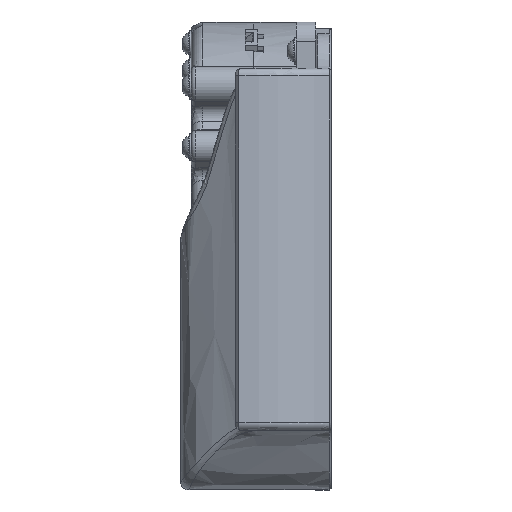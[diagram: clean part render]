
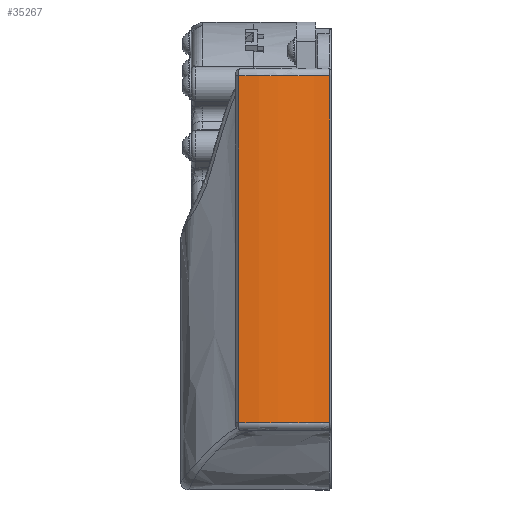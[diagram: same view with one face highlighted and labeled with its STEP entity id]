
A CAD part, top view. The second image highlights one B-rep face of the part: STEP entity #35267.
In plain terms, the highlighted cylindrical face has radius 31.473 mm (diameter 62.946 mm), a partial arc.
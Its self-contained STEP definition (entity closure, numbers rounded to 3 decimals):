
#4997=LINE('',#63789,#7993);
#5012=LINE('',#64007,#8008);
#7993=VECTOR('',#48615,10.);
#8008=VECTOR('',#48656,10.);
#8621=CYLINDRICAL_SURFACE('',#38862,31.473);
#10364=FACE_OUTER_BOUND('',#12507,.T.);
#12507=EDGE_LOOP('',(#32590,#32591,#32592,#32593));
#14267=CIRCLE('',#38861,31.473);
#14268=CIRCLE('',#38863,31.473);
#17660=VERTEX_POINT('',#63758);
#17662=VERTEX_POINT('',#63788);
#17679=VERTEX_POINT('',#63992);
#17681=VERTEX_POINT('',#64005);
#22666=EDGE_CURVE('',#17660,#17662,#4997,.T.);
#22695=EDGE_CURVE('',#17662,#17679,#14267,.T.);
#22698=EDGE_CURVE('',#17681,#17660,#14268,.T.);
#22699=EDGE_CURVE('',#17679,#17681,#5012,.T.);
#32590=ORIENTED_EDGE('',*,*,#22666,.F.);
#32591=ORIENTED_EDGE('',*,*,#22698,.F.);
#32592=ORIENTED_EDGE('',*,*,#22699,.F.);
#32593=ORIENTED_EDGE('',*,*,#22695,.F.);
#35267=ADVANCED_FACE('',(#10364),#8621,.T.);
#38861=AXIS2_PLACEMENT_3D('',#63993,#48650,#48651);
#38862=AXIS2_PLACEMENT_3D('',#64004,#48652,#48653);
#38863=AXIS2_PLACEMENT_3D('',#64006,#48654,#48655);
#48615=DIRECTION('',(0.,-1.,0.));
#48650=DIRECTION('center_axis',(0.,-1.,0.));
#48651=DIRECTION('ref_axis',(0.342,0.,0.94));
#48652=DIRECTION('center_axis',(0.,-1.,0.));
#48653=DIRECTION('ref_axis',(0.707,0.,0.707));
#48654=DIRECTION('center_axis',(0.,1.,0.));
#48655=DIRECTION('ref_axis',(0.342,0.,0.94));
#48656=DIRECTION('',(0.,1.,0.));
#63758=CARTESIAN_POINT('',(113.645,13.15,220.333));
#63788=CARTESIAN_POINT('',(113.645,-76.85,220.333));
#63789=CARTESIAN_POINT('',(113.645,-31.85,220.333));
#63992=CARTESIAN_POINT('',(90.001,-76.85,229.152));
#63993=CARTESIAN_POINT('Origin',(91.747,-76.85,197.727));
#64004=CARTESIAN_POINT('Origin',(91.747,-31.85,197.727));
#64005=CARTESIAN_POINT('',(90.001,13.15,229.152));
#64006=CARTESIAN_POINT('Origin',(91.747,13.15,197.727));
#64007=CARTESIAN_POINT('',(90.001,-31.85,229.152));
